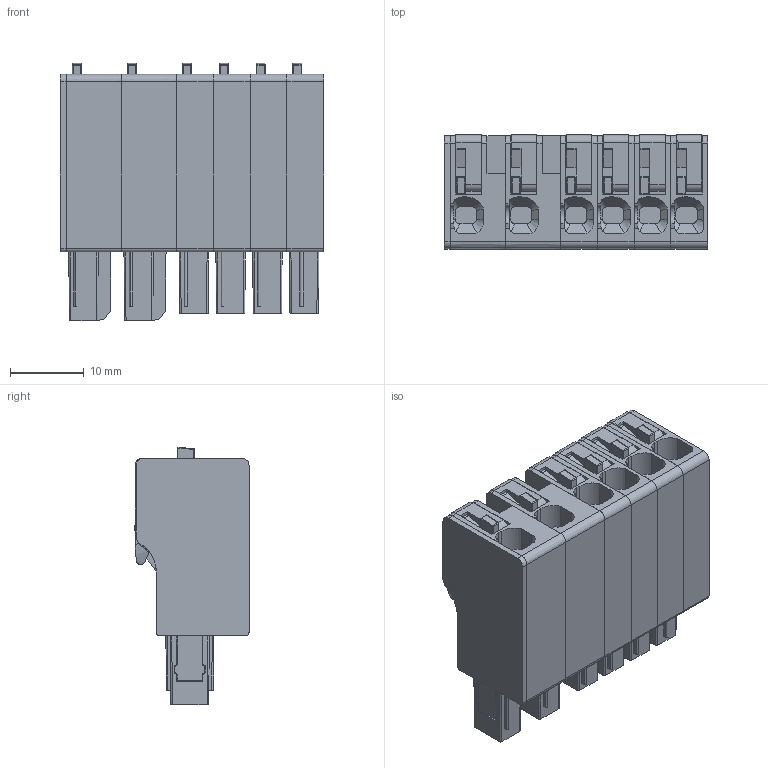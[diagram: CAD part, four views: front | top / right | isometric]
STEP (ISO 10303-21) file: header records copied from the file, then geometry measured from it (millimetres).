
FILE_DESCRIPTION(('CATIA V5 STEP Exchange','CAx-IF Rec.Pracs.--- Model Styling and Organization---1.4--- 2014-01-23'),'2;1');
FILE_NAME ('1361875-2_0_8000078350_8000078350.stp','2021-10-26T12:03:17+00:00',('none'),('Weidmueller'),'CATIA Version 5-6 Release 2016 SP3 HF44','CATIA V5 STEP AP214','none');
FILE_SCHEMA(('AUTOMOTIVE_DESIGN { 1 0 10303 214 1 1 1 1 }'));
Products named in the file (1): 8000078350
Bounding box: 35.8 x 15.5 x 35 mm (x, y, z)
Volume: 12123.7 mm3; surface area: 12491.3 mm2
Topology: 19 solids, 19 shells, 1567 faces, 4332 edges, 2831 vertices
Faces by surface type: plane 914, cylinder 528, sphere 48, cone 40, bspline 20, torus 11, extrusion 6
Entity records: 53215 total; most frequent: CARTESIAN_POINT 14888, ORIENTED_EDGE 8568, DIRECTION 6657, EDGE_CURVE 4284, VERTEX_POINT 2831, VECTOR 2790, LINE 2784, AXIS2_PLACEMENT_3D 2327
